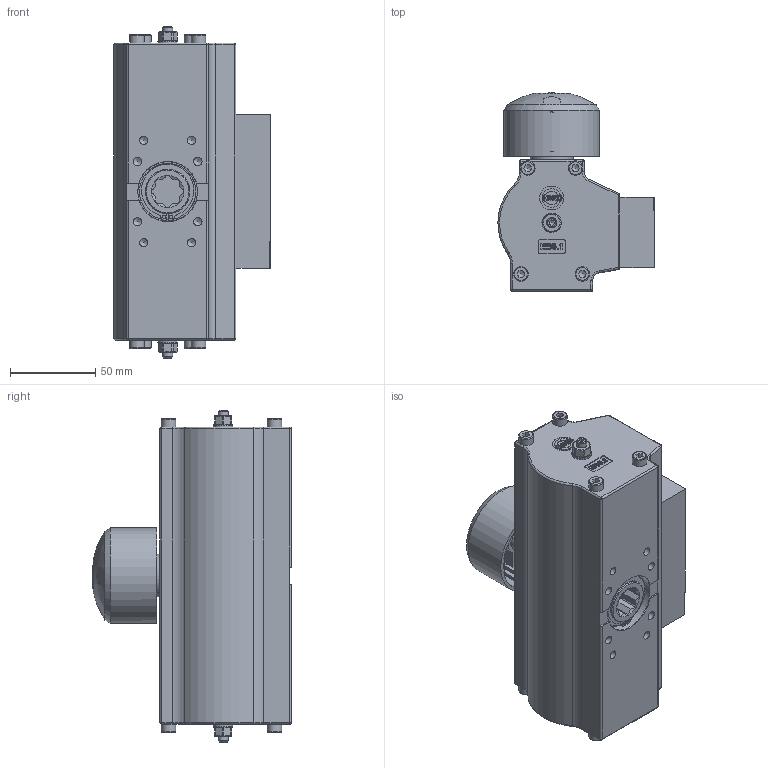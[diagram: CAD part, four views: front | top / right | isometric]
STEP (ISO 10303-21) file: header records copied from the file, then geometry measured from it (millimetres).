
FILE_DESCRIPTION(/* description */ ('','CAx-IF Rec.Pracs.---Representation and Presentation of Product Manufacturing Information (PMI)---3.8---2014-02-18'),/* implementation_level */ '2;1');
FILE_NAME(/* name */ 'EB 5.1 SYD F05.stp',/* time_stamp */ '2018-10-16T09:09:56+02:00',/* author */ ('hellwig'),/* organization */ (''),/* preprocessor_version */ 'ST-DEVELOPER v16.5',/* originating_system */ 'Autodesk Inventor 2017',/* authorisation */ '');
FILE_SCHEMA (('AP242_MANAGED_MODEL_BASED_3D_ENGINEERING_MIM_LF { 1 0 10303 442 1 1 4 }'));
Length unit declared in the file: millimetre
Products named in the file (1): M47156
Bounding box: 91.5 x 116.5 x 194.5 mm (x, y, z)
Volume: 464559 mm3; surface area: 159952.6 mm2
Topology: 1 solids, 38 shells, 2062 faces, 5265 edges, 3290 vertices
Faces by surface type: plane 1009, cylinder 478, bspline 261, cone 122, torus 96, sphere 96
Full cylindrical faces by diameter (mm): 1.7 x2, 2 x10, 3 x4, 4 x4, 4.134 x16, 4.2 x1, 4.917 x11, 5 x11, 5.5 x9, 6 x8, 6.6 x2, 8.5 x8, 9 x4, 10 x4, 11 x2, 11.3 x2, 11.4 x2, 11.445 x2, 13.2 x1, 13.5 x1, 14 x5, 14.2 x1, 16.5 x1, 17.2 x3, 17.5 x1, 20 x1, 21 x1, 24 x1, 24.8 x1, 25 x1
Entity records: 68319 total; most frequent: CARTESIAN_POINT 19715, ORIENTED_EDGE 9606, DIRECTION 9182, EDGE_CURVE 4803, AXIS2_PLACEMENT_3D 3290, VERTEX_POINT 3150, LINE 2602, VECTOR 2602
